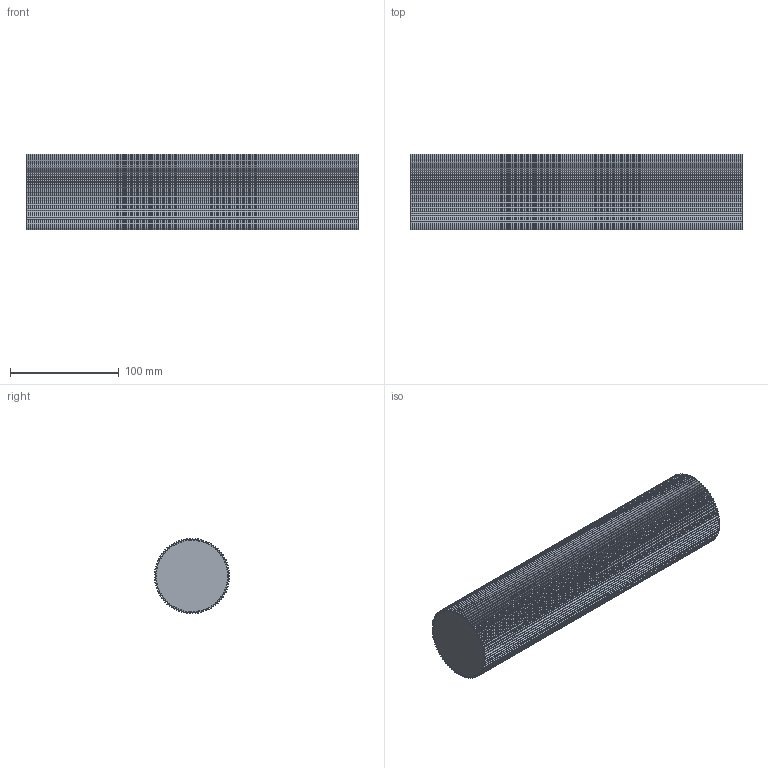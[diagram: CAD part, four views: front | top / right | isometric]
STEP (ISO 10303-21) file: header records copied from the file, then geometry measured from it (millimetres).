
FILE_DESCRIPTION (( 'STEP AP203' ), '1' );
FILE_NAME ('gs-20-32-85-1117.STEP', '2021-08-11T21:07:04', ( '' ), ( '' ), 'SwSTEP 2.0', 'SolidWorks 2021', '' );
FILE_SCHEMA (( 'CONFIG_CONTROL_DESIGN' ));
Length unit declared in the file: inch
Products named in the file (1): gs-20-32-85-1117
Bounding box: 304.8 x 69.04 x 69.05 mm (x, y, z)
Volume: 1081557.1 mm3; surface area: 136860.6 mm2
Topology: 1 solids, 1 shells, 346 faces, 1032 edges, 688 vertices
Faces by surface type: cylinder 344, plane 2
Entity records: 12143 total; most frequent: DIRECTION 2414, CARTESIAN_POINT 2067, ORIENTED_EDGE 2064, AXIS2_PLACEMENT_3D 1035, EDGE_CURVE 1032, CIRCLE 688, VERTEX_POINT 688, ADVANCED_FACE 346
